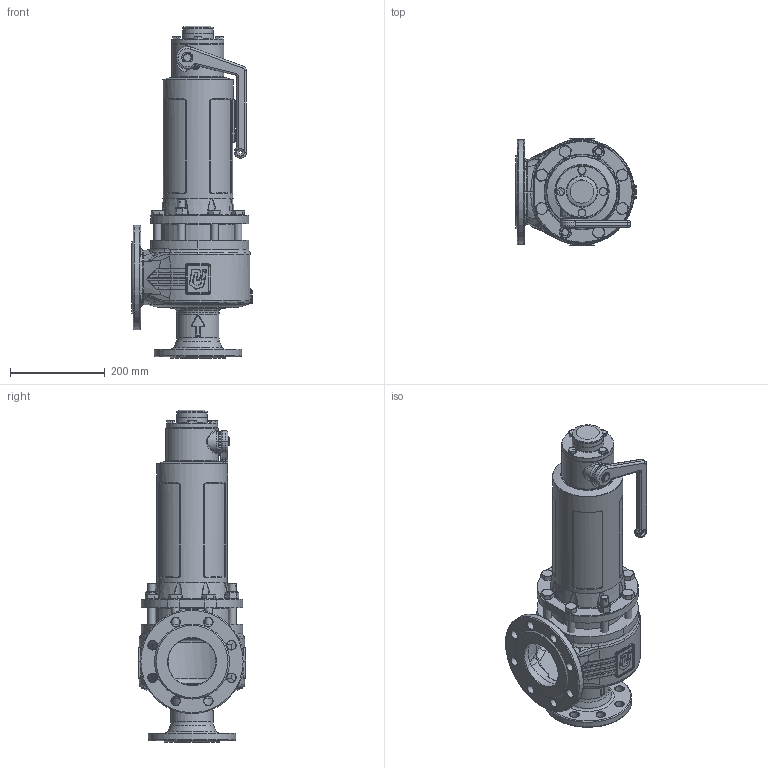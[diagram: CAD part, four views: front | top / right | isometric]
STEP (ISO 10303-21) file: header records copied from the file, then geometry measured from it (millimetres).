
FILE_DESCRIPTION(('HOOPS Exchange Step'),'2;1');
FILE_NAME('SF0612_DN65_65-100.stp','2025-06-27T13:35:07+02:00',('nieru'),('Unknown organisation'),'HOOPS Exchange 2024.2','HOOPS Exchange','Unknown authorisation');
FILE_SCHEMA( ('AP203_CONFIGURATION_CONTROLLED_3D_DESIGN_OF_MECHANICAL_PARTS_AND_ASSEMBLIES_MIM_LF') );
Length unit declared in the file: millimetre
Products named in the file (2): 0; root
Assembly tree (1 placements, depth 2):
  root
    0
Bounding box: 255 x 226.17 x 701.24 mm (x, y, z)
Volume: 10299380.9 mm3; surface area: 892056.9 mm2
Topology: 25 solids, 25 shells, 1468 faces, 3597 edges, 2195 vertices
Faces by surface type: bspline 506, cylinder 344, plane 314, torus 175, cone 128, sphere 1
Full cylindrical faces by diameter (mm): 2 x1, 3 x1, 4.9 x1, 8 x1, 13.835 x2, 14.63 x4, 16 x10, 18.1 x1, 19 x16, 27.5 x1, 28 x1, 62.8 x1, 65 x3, 67 x1, 67.29 x1, 87.067 x1, 89 x1, 110 x2, 132 x1, 149 x1, 156 x1, 160 x1, 185 x1, 220 x1
Entity records: 117589 total; most frequent: CARTESIAN_POINT 86217, ORIENTED_EDGE 7094, DIRECTION 5369, EDGE_CURVE 3547, AXIS2_PLACEMENT_3D 2218, VERTEX_POINT 2196, EDGE_LOOP 1587, FACE_BOUND 1587
